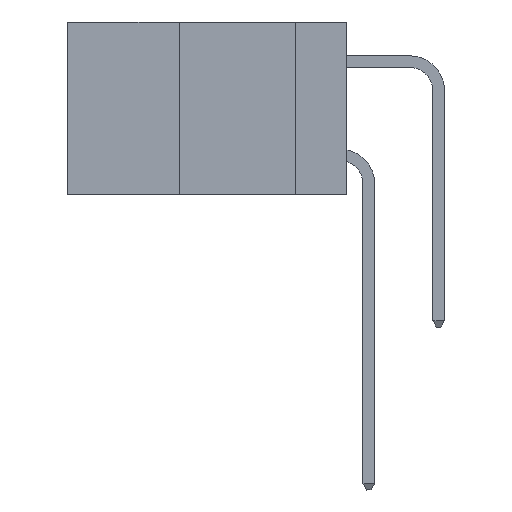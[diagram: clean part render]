
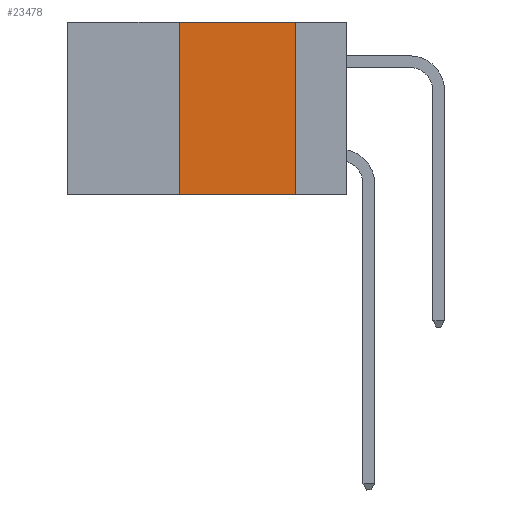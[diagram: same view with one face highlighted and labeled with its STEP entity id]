
A CAD part, left-side view. The second image highlights one B-rep face of the part: STEP entity #23478.
In plain terms, the highlighted planar face has unit normal (-1, 0, 0).
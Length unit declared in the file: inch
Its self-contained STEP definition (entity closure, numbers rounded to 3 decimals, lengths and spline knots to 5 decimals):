
#3 = ORIENTED_EDGE ( 'NONE', *, *, #24553, .F. ) ;
#1066 = LINE ( 'NONE', #26245, #9003 ) ;
#1235 = CARTESIAN_POINT ( 'NONE',  ( 0., 0.11, -0.37 ) ) ;
#1350 = DIRECTION ( 'NONE',  ( 0., -1., 0. ) ) ;
#2135 = EDGE_CURVE ( 'NONE', #36530, #31379, #29569, .T. ) ;
#3391 = LINE ( 'NONE', #24974, #19237 ) ;
#3617 = DIRECTION ( 'NONE',  ( 1., 0., 0. ) ) ;
#4705 = EDGE_LOOP ( 'NONE', ( #3, #9654, #13339, #8986 ) ) ;
#4804 = EDGE_CURVE ( 'NONE', #33815, #36530, #1066, .T. ) ;
#4832 = CARTESIAN_POINT ( 'NONE',  ( 0., 0.36, 0. ) ) ;
#4994 = CARTESIAN_POINT ( 'NONE',  ( 0., 0.6, 0. ) ) ;
#6747 = PLANE ( 'NONE',  #12408 ) ;
#8350 = DIRECTION ( 'NONE',  ( 0., 0., 1. ) ) ;
#8986 = ORIENTED_EDGE ( 'NONE', *, *, #11998, .T. ) ;
#9003 = VECTOR ( 'NONE', #8350, 39.37008 ) ;
#9360 = DIRECTION ( 'NONE',  ( 0., 0., -1. ) ) ;
#9654 = ORIENTED_EDGE ( 'NONE', *, *, #2135, .F. ) ;
#10961 = DIRECTION ( 'NONE',  ( 0., -1., 0. ) ) ;
#11998 = EDGE_CURVE ( 'NONE', #33815, #16375, #3391, .T. ) ;
#12408 = AXIS2_PLACEMENT_3D ( 'NONE', #36366, #3617, #9360 ) ;
#13339 = ORIENTED_EDGE ( 'NONE', *, *, #4804, .F. ) ;
#16375 = VERTEX_POINT ( 'NONE', #1235 ) ;
#19227 = VECTOR ( 'NONE', #23508, 39.37008 ) ;
#19237 = VECTOR ( 'NONE', #1350, 39.37008 ) ;
#21126 = FACE_OUTER_BOUND ( 'NONE', #4705, .T. ) ;
#23478 = ADVANCED_FACE ( 'NONE', ( #21126 ), #6747, .F. ) ;
#23508 = DIRECTION ( 'NONE',  ( 0., 0., -1. ) ) ;
#24288 = LINE ( 'NONE', #26234, #19227 ) ;
#24553 = EDGE_CURVE ( 'NONE', #31379, #16375, #24288, .T. ) ;
#24923 = CARTESIAN_POINT ( 'NONE',  ( 0., 0.36, -0.37 ) ) ;
#24974 = CARTESIAN_POINT ( 'NONE',  ( 0., 0.6, -0.37 ) ) ;
#25357 = VECTOR ( 'NONE', #10961, 39.37008 ) ;
#26234 = CARTESIAN_POINT ( 'NONE',  ( 0., 0.11, 0. ) ) ;
#26245 = CARTESIAN_POINT ( 'NONE',  ( 0., 0.36, 0. ) ) ;
#29569 = LINE ( 'NONE', #4994, #25357 ) ;
#31379 = VERTEX_POINT ( 'NONE', #37600 ) ;
#33815 = VERTEX_POINT ( 'NONE', #24923 ) ;
#36366 = CARTESIAN_POINT ( 'NONE',  ( 0., 0.6, 0. ) ) ;
#36530 = VERTEX_POINT ( 'NONE', #4832 ) ;
#37600 = CARTESIAN_POINT ( 'NONE',  ( 0., 0.11, 0. ) ) ;
